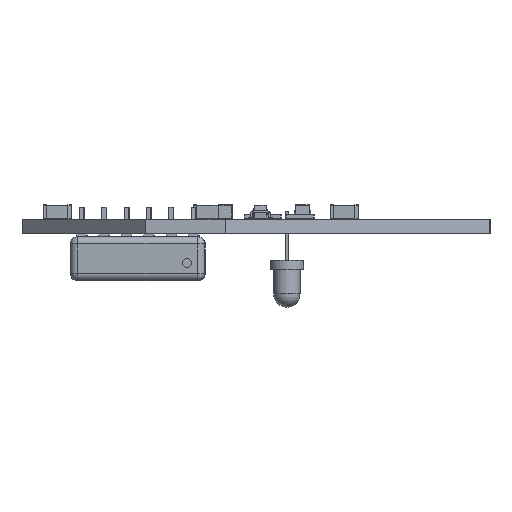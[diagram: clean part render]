
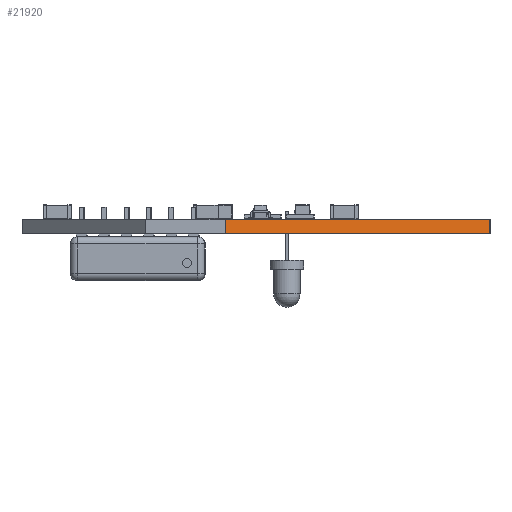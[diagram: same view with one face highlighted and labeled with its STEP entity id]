
A CAD part, left-side view. The second image highlights one B-rep face of the part: STEP entity #21920.
In plain terms, the highlighted planar face has unit normal (-0.806, -0.591, 0).
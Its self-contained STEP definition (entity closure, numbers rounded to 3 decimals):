
#21739 = PLANE('',#21740);
#21740 = AXIS2_PLACEMENT_3D('',#21741,#21742,#21743);
#21741 = CARTESIAN_POINT('',(-119.,39.,0.));
#21742 = DIRECTION('',(1.,0.,-0.));
#21743 = DIRECTION('',(0.,-1.,0.));
#21764 = VERTEX_POINT('',#21765);
#21765 = CARTESIAN_POINT('',(-119.,30.,1.6));
#21779 = PLANE('',#21780);
#21780 = AXIS2_PLACEMENT_3D('',#21781,#21782,#21783);
#21781 = CARTESIAN_POINT('',(-60.113,28.472,1.6));
#21782 = DIRECTION('',(0.,0.,1.));
#21783 = DIRECTION('',(1.,0.,-0.));
#21791 = EDGE_CURVE('',#21792,#21764,#21794,.T.);
#21792 = VERTEX_POINT('',#21793);
#21793 = CARTESIAN_POINT('',(-119.,30.,0.));
#21794 = SURFACE_CURVE('',#21795,(#21799,#21806),.PCURVE_S1.);
#21795 = LINE('',#21796,#21797);
#21796 = CARTESIAN_POINT('',(-119.,30.,0.));
#21797 = VECTOR('',#21798,1.);
#21798 = DIRECTION('',(0.,0.,1.));
#21799 = PCURVE('',#21739,#21800);
#21800 = DEFINITIONAL_REPRESENTATION('',(#21801),#21805);
#21801 = LINE('',#21802,#21803);
#21802 = CARTESIAN_POINT('',(9.,0.));
#21803 = VECTOR('',#21804,1.);
#21804 = DIRECTION('',(0.,-1.));
#21805 = ( GEOMETRIC_REPRESENTATION_CONTEXT(2) 
PARAMETRIC_REPRESENTATION_CONTEXT() REPRESENTATION_CONTEXT('2D SPACE',''
  ) );
#21806 = PCURVE('',#21807,#21812);
#21807 = PLANE('',#21808);
#21808 = AXIS2_PLACEMENT_3D('',#21809,#21810,#21811);
#21809 = CARTESIAN_POINT('',(-119.,30.,0.));
#21810 = DIRECTION('',(0.806,0.591,-0.));
#21811 = DIRECTION('',(0.591,-0.806,0.));
#21812 = DEFINITIONAL_REPRESENTATION('',(#21813),#21817);
#21813 = LINE('',#21814,#21815);
#21814 = CARTESIAN_POINT('',(0.,0.));
#21815 = VECTOR('',#21816,1.);
#21816 = DIRECTION('',(0.,-1.));
#21817 = ( GEOMETRIC_REPRESENTATION_CONTEXT(2) 
PARAMETRIC_REPRESENTATION_CONTEXT() REPRESENTATION_CONTEXT('2D SPACE',''
  ) );
#21833 = PLANE('',#21834);
#21834 = AXIS2_PLACEMENT_3D('',#21835,#21836,#21837);
#21835 = CARTESIAN_POINT('',(-60.113,28.472,0.));
#21836 = DIRECTION('',(0.,0.,1.));
#21837 = DIRECTION('',(1.,0.,-0.));
#21920 = ADVANCED_FACE('',(#21921),#21807,.F.);
#21921 = FACE_BOUND('',#21922,.F.);
#21922 = EDGE_LOOP('',(#21923,#21924,#21947,#21975));
#21923 = ORIENTED_EDGE('',*,*,#21791,.T.);
#21924 = ORIENTED_EDGE('',*,*,#21925,.T.);
#21925 = EDGE_CURVE('',#21764,#21926,#21928,.T.);
#21926 = VERTEX_POINT('',#21927);
#21927 = CARTESIAN_POINT('',(-97.,0.,1.6));
#21928 = SURFACE_CURVE('',#21929,(#21933,#21940),.PCURVE_S1.);
#21929 = LINE('',#21930,#21931);
#21930 = CARTESIAN_POINT('',(-119.,30.,1.6));
#21931 = VECTOR('',#21932,1.);
#21932 = DIRECTION('',(0.591,-0.806,0.));
#21933 = PCURVE('',#21807,#21934);
#21934 = DEFINITIONAL_REPRESENTATION('',(#21935),#21939);
#21935 = LINE('',#21936,#21937);
#21936 = CARTESIAN_POINT('',(0.,-1.6));
#21937 = VECTOR('',#21938,1.);
#21938 = DIRECTION('',(1.,0.));
#21939 = ( GEOMETRIC_REPRESENTATION_CONTEXT(2) 
PARAMETRIC_REPRESENTATION_CONTEXT() REPRESENTATION_CONTEXT('2D SPACE',''
  ) );
#21940 = PCURVE('',#21779,#21941);
#21941 = DEFINITIONAL_REPRESENTATION('',(#21942),#21946);
#21942 = LINE('',#21943,#21944);
#21943 = CARTESIAN_POINT('',(-58.887,1.528));
#21944 = VECTOR('',#21945,1.);
#21945 = DIRECTION('',(0.591,-0.806));
#21946 = ( GEOMETRIC_REPRESENTATION_CONTEXT(2) 
PARAMETRIC_REPRESENTATION_CONTEXT() REPRESENTATION_CONTEXT('2D SPACE',''
  ) );
#21947 = ORIENTED_EDGE('',*,*,#21948,.F.);
#21948 = EDGE_CURVE('',#21949,#21926,#21951,.T.);
#21949 = VERTEX_POINT('',#21950);
#21950 = CARTESIAN_POINT('',(-97.,-0.,0.));
#21951 = SURFACE_CURVE('',#21952,(#21956,#21963),.PCURVE_S1.);
#21952 = LINE('',#21953,#21954);
#21953 = CARTESIAN_POINT('',(-97.,-0.,0.));
#21954 = VECTOR('',#21955,1.);
#21955 = DIRECTION('',(0.,0.,1.));
#21956 = PCURVE('',#21807,#21957);
#21957 = DEFINITIONAL_REPRESENTATION('',(#21958),#21962);
#21958 = LINE('',#21959,#21960);
#21959 = CARTESIAN_POINT('',(37.202,0.));
#21960 = VECTOR('',#21961,1.);
#21961 = DIRECTION('',(0.,-1.));
#21962 = ( GEOMETRIC_REPRESENTATION_CONTEXT(2) 
PARAMETRIC_REPRESENTATION_CONTEXT() REPRESENTATION_CONTEXT('2D SPACE',''
  ) );
#21963 = PCURVE('',#21964,#21969);
#21964 = PLANE('',#21965);
#21965 = AXIS2_PLACEMENT_3D('',#21966,#21967,#21968);
#21966 = CARTESIAN_POINT('',(-97.,0.,0.));
#21967 = DIRECTION('',(0.,1.,0.));
#21968 = DIRECTION('',(1.,0.,0.));
#21969 = DEFINITIONAL_REPRESENTATION('',(#21970),#21974);
#21970 = LINE('',#21971,#21972);
#21971 = CARTESIAN_POINT('',(0.,0.));
#21972 = VECTOR('',#21973,1.);
#21973 = DIRECTION('',(0.,-1.));
#21974 = ( GEOMETRIC_REPRESENTATION_CONTEXT(2) 
PARAMETRIC_REPRESENTATION_CONTEXT() REPRESENTATION_CONTEXT('2D SPACE',''
  ) );
#21975 = ORIENTED_EDGE('',*,*,#21976,.F.);
#21976 = EDGE_CURVE('',#21792,#21949,#21977,.T.);
#21977 = SURFACE_CURVE('',#21978,(#21982,#21989),.PCURVE_S1.);
#21978 = LINE('',#21979,#21980);
#21979 = CARTESIAN_POINT('',(-119.,30.,0.));
#21980 = VECTOR('',#21981,1.);
#21981 = DIRECTION('',(0.591,-0.806,0.));
#21982 = PCURVE('',#21807,#21983);
#21983 = DEFINITIONAL_REPRESENTATION('',(#21984),#21988);
#21984 = LINE('',#21985,#21986);
#21985 = CARTESIAN_POINT('',(0.,0.));
#21986 = VECTOR('',#21987,1.);
#21987 = DIRECTION('',(1.,0.));
#21988 = ( GEOMETRIC_REPRESENTATION_CONTEXT(2) 
PARAMETRIC_REPRESENTATION_CONTEXT() REPRESENTATION_CONTEXT('2D SPACE',''
  ) );
#21989 = PCURVE('',#21833,#21990);
#21990 = DEFINITIONAL_REPRESENTATION('',(#21991),#21995);
#21991 = LINE('',#21992,#21993);
#21992 = CARTESIAN_POINT('',(-58.887,1.528));
#21993 = VECTOR('',#21994,1.);
#21994 = DIRECTION('',(0.591,-0.806));
#21995 = ( GEOMETRIC_REPRESENTATION_CONTEXT(2) 
PARAMETRIC_REPRESENTATION_CONTEXT() REPRESENTATION_CONTEXT('2D SPACE',''
  ) );
